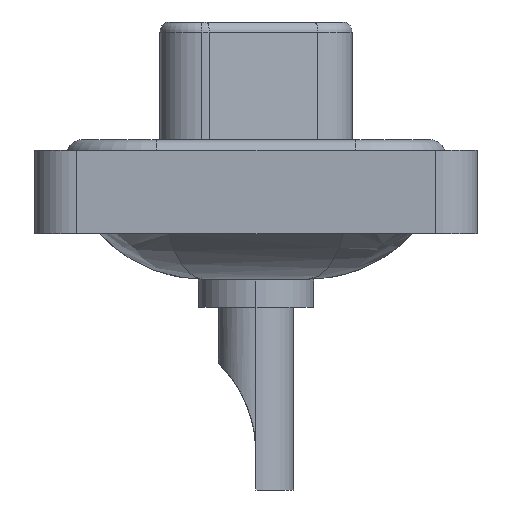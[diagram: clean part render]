
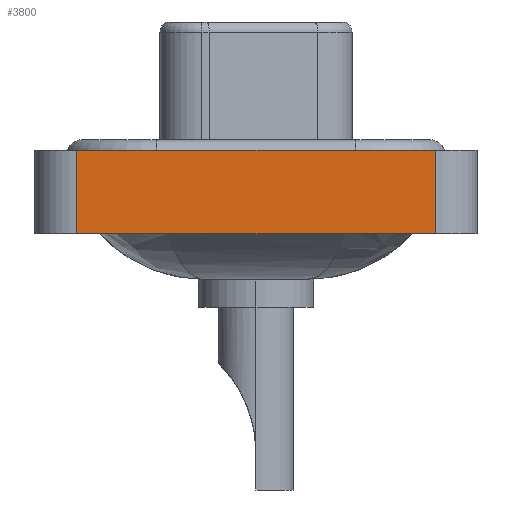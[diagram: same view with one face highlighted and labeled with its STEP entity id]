
A CAD part, left-side view. The second image highlights one B-rep face of the part: STEP entity #3800.
In plain terms, the highlighted planar face has unit normal (-1, 0, 0).
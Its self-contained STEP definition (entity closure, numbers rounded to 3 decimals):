
#111 = AXIS2_PLACEMENT_3D ( 'NONE', #16637, #3719, #13879 ) ;
#341 = DIRECTION ( 'NONE',  ( 0., 0., 1. ) ) ;
#1168 = DIRECTION ( 'NONE',  ( 0., -1., 0. ) ) ;
#1828 = VECTOR ( 'NONE', #13526, 1000. ) ;
#3263 = VERTEX_POINT ( 'NONE', #6829 ) ;
#3291 = EDGE_CURVE ( 'NONE', #9128, #9808, #18043, .T. ) ;
#3505 = VECTOR ( 'NONE', #341, 1000. ) ;
#3719 = DIRECTION ( 'NONE',  ( -1., 0., 0. ) ) ;
#3800 = ADVANCED_FACE ( 'NONE', ( #10742 ), #16361, .T. ) ;
#4812 = DIRECTION ( 'NONE',  ( 0., -1., 0. ) ) ;
#6143 = ORIENTED_EDGE ( 'NONE', *, *, #9871, .F. ) ;
#6479 = VECTOR ( 'NONE', #1168, 1000. ) ;
#6829 = CARTESIAN_POINT ( 'NONE',  ( -7.35, -8.55, 0.4 ) ) ;
#6940 = EDGE_CURVE ( 'NONE', #9128, #11187, #7407, .T. ) ;
#7407 = LINE ( 'NONE', #11818, #14329 ) ;
#7932 = ORIENTED_EDGE ( 'NONE', *, *, #10064, .T. ) ;
#8419 = EDGE_LOOP ( 'NONE', ( #7932, #6143, #9289, #9391 ) ) ;
#9128 = VERTEX_POINT ( 'NONE', #13873 ) ;
#9289 = ORIENTED_EDGE ( 'NONE', *, *, #3291, .F. ) ;
#9391 = ORIENTED_EDGE ( 'NONE', *, *, #6940, .T. ) ;
#9808 = VERTEX_POINT ( 'NONE', #10586 ) ;
#9871 = EDGE_CURVE ( 'NONE', #9808, #3263, #11158, .T. ) ;
#10064 = EDGE_CURVE ( 'NONE', #11187, #3263, #11614, .T. ) ;
#10586 = CARTESIAN_POINT ( 'NONE',  ( -7.35, 8.55, 0.4 ) ) ;
#10742 = FACE_OUTER_BOUND ( 'NONE', #8419, .T. ) ;
#11158 = LINE ( 'NONE', #13831, #6479 ) ;
#11187 = VERTEX_POINT ( 'NONE', #16601 ) ;
#11614 = LINE ( 'NONE', #15581, #3505 ) ;
#11818 = CARTESIAN_POINT ( 'NONE',  ( -7.35, -8.55, -3.6 ) ) ;
#13526 = DIRECTION ( 'NONE',  ( 0., 0., 1. ) ) ;
#13831 = CARTESIAN_POINT ( 'NONE',  ( -7.35, -8.55, 0.4 ) ) ;
#13873 = CARTESIAN_POINT ( 'NONE',  ( -7.35, 8.55, -3.6 ) ) ;
#13879 = DIRECTION ( 'NONE',  ( 0., 0., 1. ) ) ;
#14329 = VECTOR ( 'NONE', #4812, 1000. ) ;
#15581 = CARTESIAN_POINT ( 'NONE',  ( -7.35, -8.55, -3.6 ) ) ;
#16361 = PLANE ( 'NONE',  #111 ) ;
#16601 = CARTESIAN_POINT ( 'NONE',  ( -7.35, -8.55, -3.6 ) ) ;
#16637 = CARTESIAN_POINT ( 'NONE',  ( -7.35, -8.55, -3.6 ) ) ;
#17945 = CARTESIAN_POINT ( 'NONE',  ( -7.35, 8.55, -3.6 ) ) ;
#18043 = LINE ( 'NONE', #17945, #1828 ) ;
